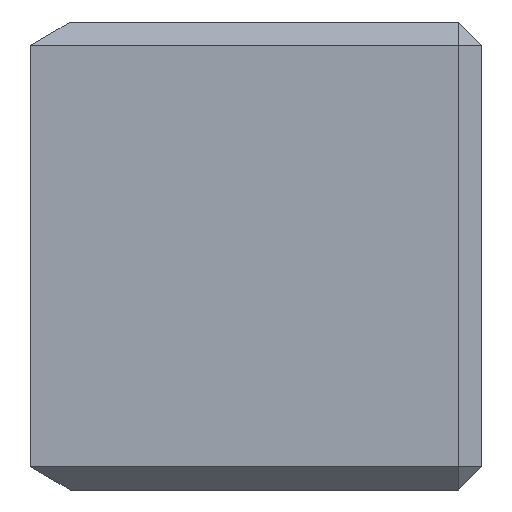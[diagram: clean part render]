
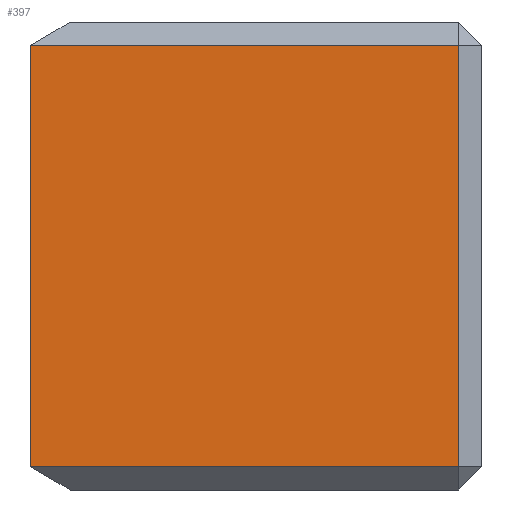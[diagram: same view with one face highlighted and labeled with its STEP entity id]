
A CAD part, left-side view. The second image highlights one B-rep face of the part: STEP entity #397.
In plain terms, the highlighted planar face has unit normal (-1, 0, 0).
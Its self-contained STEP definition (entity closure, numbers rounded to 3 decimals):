
#72 = DIRECTION ( 'NONE',  ( 0., 1., 0. ) ) ;
#73 = VECTOR ( 'NONE', #72, 1000. ) ;
#74 = CARTESIAN_POINT ( 'NONE',  ( -1.25, 3.75, 2.25 ) ) ;
#75 = CARTESIAN_POINT ( 'NONE',  ( -1.25, 3.573, -2.25 ) ) ;
#77 = LINE ( 'NONE', #204, #203 ) ;
#88 = CARTESIAN_POINT ( 'NONE',  ( -1.25, -1., 2.25 ) ) ;
#91 = PLANE ( 'NONE',  #151 ) ;
#92 = FACE_OUTER_BOUND ( 'NONE', #520, .T. ) ;
#123 = DIRECTION ( 'NONE',  ( 0., 0., 1. ) ) ;
#124 = VECTOR ( 'NONE', #123, 1000. ) ;
#126 = DIRECTION ( 'NONE',  ( 0., 0., -1. ) ) ;
#127 = DIRECTION ( 'NONE',  ( 1., 0., 0. ) ) ;
#128 = CARTESIAN_POINT ( 'NONE',  ( -1.25, 3.75, 2.5 ) ) ;
#129 = CARTESIAN_POINT ( 'NONE',  ( -1.25, -1., 2.5 ) ) ;
#130 = LINE ( 'NONE', #129, #124 ) ;
#151 = AXIS2_PLACEMENT_3D ( 'NONE', #128, #127, #126 ) ;
#202 = DIRECTION ( 'NONE',  ( 0., -1., 0. ) ) ;
#203 = VECTOR ( 'NONE', #202, 1000. ) ;
#204 = CARTESIAN_POINT ( 'NONE',  ( -1.25, 3.75, -2.25 ) ) ;
#228 = LINE ( 'NONE', #74, #73 ) ;
#249 = VERTEX_POINT ( 'NONE', #486 ) ;
#268 = EDGE_CURVE ( 'NONE', #249, #531, #329, .T. ) ;
#300 = VERTEX_POINT ( 'NONE', #428 ) ;
#326 = DIRECTION ( 'NONE',  ( 0., 0., -1. ) ) ;
#327 = VECTOR ( 'NONE', #326, 1000. ) ;
#328 = CARTESIAN_POINT ( 'NONE',  ( -1.25, 3.573, 2.5 ) ) ;
#329 = LINE ( 'NONE', #328, #327 ) ;
#393 = ORIENTED_EDGE ( 'NONE', *, *, #268, .T. ) ;
#394 = ORIENTED_EDGE ( 'NONE', *, *, #530, .T. ) ;
#397 = ADVANCED_FACE ( 'NONE', ( #92 ), #91, .F. ) ;
#398 = EDGE_CURVE ( 'NONE', #300, #403, #130, .T. ) ;
#403 = VERTEX_POINT ( 'NONE', #88 ) ;
#428 = CARTESIAN_POINT ( 'NONE',  ( -1.25, -1., -2.25 ) ) ;
#486 = CARTESIAN_POINT ( 'NONE',  ( -1.25, 3.573, 2.25 ) ) ;
#499 = ORIENTED_EDGE ( 'NONE', *, *, #398, .T. ) ;
#506 = ORIENTED_EDGE ( 'NONE', *, *, #537, .T. ) ;
#520 = EDGE_LOOP ( 'NONE', ( #394, #393, #506, #499 ) ) ;
#530 = EDGE_CURVE ( 'NONE', #403, #249, #228, .T. ) ;
#531 = VERTEX_POINT ( 'NONE', #75 ) ;
#537 = EDGE_CURVE ( 'NONE', #531, #300, #77, .T. ) ;
